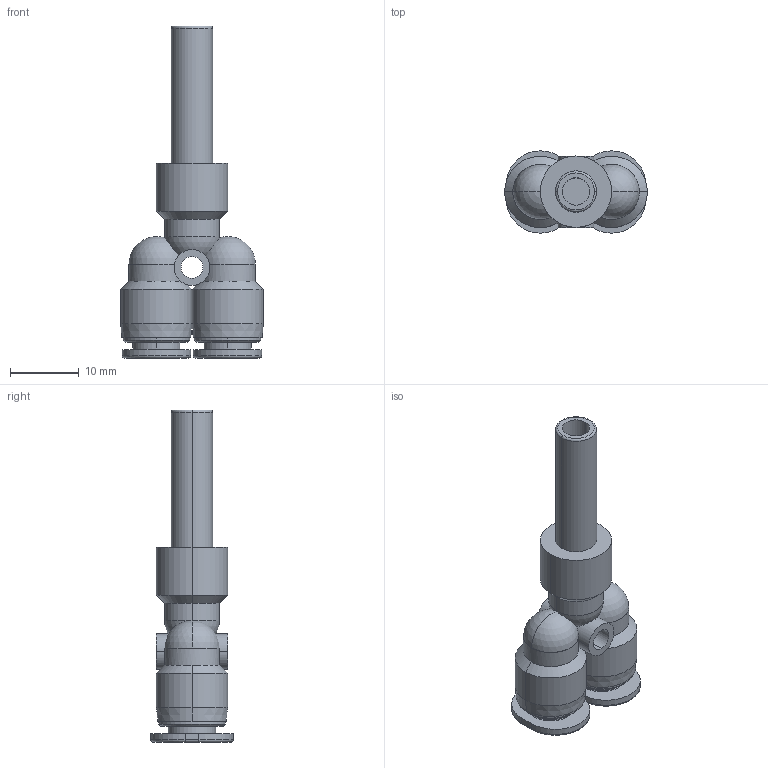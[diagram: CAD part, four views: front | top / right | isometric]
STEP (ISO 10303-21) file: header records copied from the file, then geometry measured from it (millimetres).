
FILE_DESCRIPTION((''),'2;1');
FILE_NAME('PYJ06C-mdt.stp','2017-07-24T17:04:56',(''),(''),'Mechanical Desktop 2009','Mechanical Desktop 2009',', , ');
FILE_SCHEMA(('CONFIG_CONTROL_DESIGN'));
Length unit declared in the file: millimetre
Products named in the file (4): PYJ06C-MDTA; PYJ06C-MDT; COLLAR-L06C; PJ
Assembly tree (4 placements, depth 2):
  PYJ06C-MDTA
    PYJ06C-MDT
    COLLAR-L06C  x2
    PJ
Bounding box: 20.8 x 12 x 48.4 mm (x, y, z)
Volume: 2869.6 mm3; surface area: 3121.4 mm2
Topology: 1 solids, 1 shells, 98 faces, 226 edges, 134 vertices
Faces by surface type: cylinder 39, plane 25, cone 14, torus 10, sphere 6, bspline 4
Entity records: 3257 total; most frequent: CARTESIAN_POINT 849, DIRECTION 538, ORIENTED_EDGE 444, AXIS2_PLACEMENT_3D 235, EDGE_CURVE 222, CIRCLE 136, VERTEX_POINT 134, EDGE_LOOP 110
